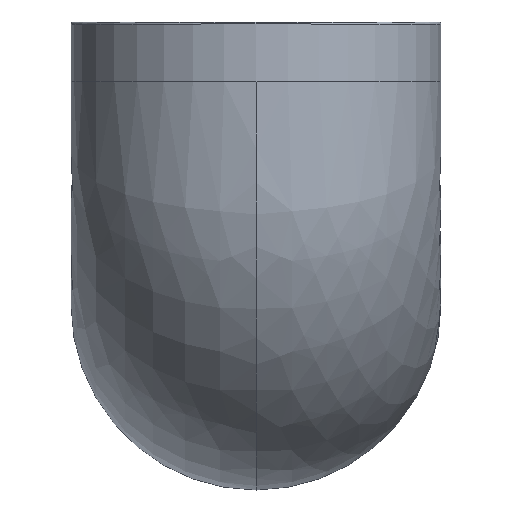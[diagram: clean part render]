
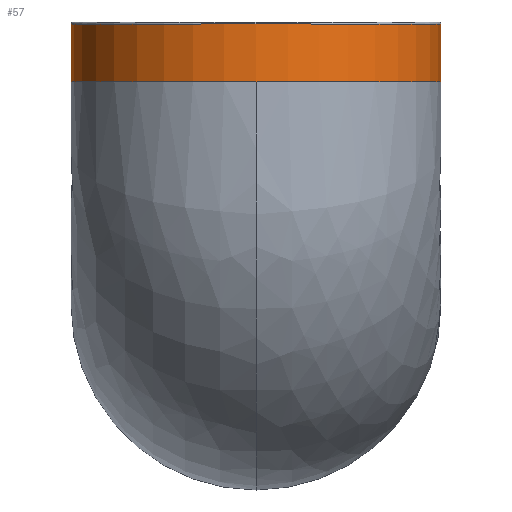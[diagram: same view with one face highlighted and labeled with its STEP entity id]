
A CAD part, top view. The second image highlights one B-rep face of the part: STEP entity #57.
In plain terms, the highlighted cylindrical face has radius 46.5 mm (diameter 93 mm), a partial arc.
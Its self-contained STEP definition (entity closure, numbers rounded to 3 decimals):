
#57=ADVANCED_FACE('',(#124),#125,.T.);
#124=FACE_OUTER_BOUND('',#705,.T.);
#125=CYLINDRICAL_SURFACE('',#706,46.5);
#705=EDGE_LOOP('',(#1300,#1301,#1302,#1303,#1304,#1305));
#706=AXIS2_PLACEMENT_3D('',#1306,#1307,#1308);
#1300=ORIENTED_EDGE('',*,*,#1467,.F.);
#1301=ORIENTED_EDGE('',*,*,#1468,.T.);
#1302=ORIENTED_EDGE('',*,*,#1442,.T.);
#1303=ORIENTED_EDGE('',*,*,#1469,.F.);
#1304=ORIENTED_EDGE('',*,*,#1470,.F.);
#1305=ORIENTED_EDGE('',*,*,#1471,.F.);
#1306=CARTESIAN_POINT('',(0.,71.0,71.0));
#1307=DIRECTION('',(0.,-1.0,0.));
#1308=DIRECTION('',(-1.0,0.,0.));
#1442=EDGE_CURVE('',#1520,#1518,#1521,.T.);
#1467=EDGE_CURVE('',#1563,#1564,#1565,.T.);
#1468=EDGE_CURVE('',#1563,#1520,#1566,.T.);
#1469=EDGE_CURVE('',#1567,#1518,#1568,.T.);
#1470=EDGE_CURVE('',#1569,#1567,#1570,.T.);
#1471=EDGE_CURVE('',#1564,#1569,#1571,.T.);
#1518=VERTEX_POINT('',#1638);
#1520=VERTEX_POINT('',#1640);
#1521=CIRCLE('',#1641,46.5);
#1563=VERTEX_POINT('',#1764);
#1564=VERTEX_POINT('',#1765);
#1565=LINE('',#1766,#1767);
#1566=CIRCLE('',#1768,46.5);
#1567=VERTEX_POINT('',#1769);
#1568=LINE('',#1770,#1771);
#1569=VERTEX_POINT('',#1772);
#1570=CIRCLE('',#1773,46.5);
#1571=CIRCLE('',#1774,46.5);
#1638=CARTESIAN_POINT('',(46.5,56.0,71.0));
#1640=CARTESIAN_POINT('',(0.,56.0,117.5));
#1641=AXIS2_PLACEMENT_3D('',#1883,#1884,#1885);
#1764=CARTESIAN_POINT('',(-46.5,56.0,71.));
#1765=CARTESIAN_POINT('',(-46.5,70.5,71.0));
#1766=CARTESIAN_POINT('',(-46.5,63.247,71.0));
#1767=VECTOR('',#1916,1.0);
#1768=AXIS2_PLACEMENT_3D('',#1917,#1918,#1919);
#1769=CARTESIAN_POINT('',(46.5,70.5,71.0));
#1770=CARTESIAN_POINT('',(46.5,63.247,71.0));
#1771=VECTOR('',#1920,1.0);
#1772=CARTESIAN_POINT('',(0.,70.5,117.5));
#1773=AXIS2_PLACEMENT_3D('',#1921,#1922,#1923);
#1774=AXIS2_PLACEMENT_3D('',#1924,#1925,#1926);
#1883=CARTESIAN_POINT('',(0.,56.0,71.0));
#1884=DIRECTION('',(0.,1.0,0.));
#1885=DIRECTION('',(-1.0,0.,0.));
#1916=DIRECTION('',(0.,1.0,0.));
#1917=CARTESIAN_POINT('',(0.,56.0,71.0));
#1918=DIRECTION('',(0.,1.0,0.));
#1919=DIRECTION('',(-1.0,0.,0.));
#1920=DIRECTION('',(0.,-1.0,0.));
#1921=CARTESIAN_POINT('',(0.,70.5,71.0));
#1922=DIRECTION('',(0.,1.0,0.));
#1923=DIRECTION('',(-1.0,0.,0.));
#1924=CARTESIAN_POINT('',(0.,70.5,71.0));
#1925=DIRECTION('',(0.,1.0,0.));
#1926=DIRECTION('',(-1.0,0.,0.));
